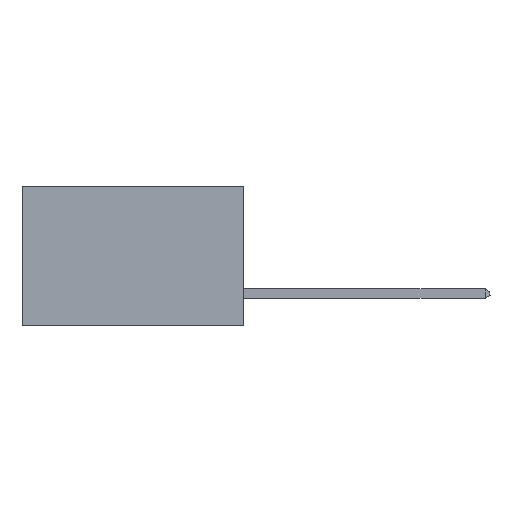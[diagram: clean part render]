
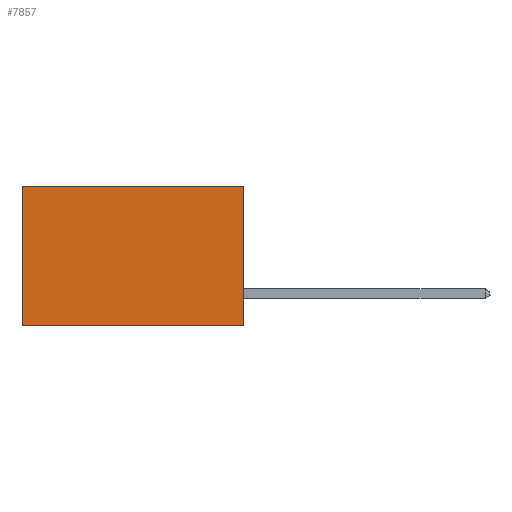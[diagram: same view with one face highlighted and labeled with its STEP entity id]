
A CAD part, left-side view. The second image highlights one B-rep face of the part: STEP entity #7857.
In plain terms, the highlighted planar face has unit normal (-1, 0, 0).
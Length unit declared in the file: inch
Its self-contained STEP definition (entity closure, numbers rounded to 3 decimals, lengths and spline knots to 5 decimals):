
#144 = ORIENTED_EDGE ( 'NONE', *, *, #4681, .T. ) ;
#729 = LINE ( 'NONE', #7784, #4514 ) ;
#778 = VERTEX_POINT ( 'NONE', #7801 ) ;
#1113 = FACE_OUTER_BOUND ( 'NONE', #4152, .T. ) ;
#1828 = VERTEX_POINT ( 'NONE', #7906 ) ;
#2022 = ORIENTED_EDGE ( 'NONE', *, *, #8813, .F. ) ;
#2028 = DIRECTION ( 'NONE',  ( 0., 0., -1. ) ) ;
#2124 = CARTESIAN_POINT ( 'NONE',  ( 0.277, 0.59, -0.37 ) ) ;
#2155 = VERTEX_POINT ( 'NONE', #4887 ) ;
#2418 = DIRECTION ( 'NONE',  ( 0., 0., -1. ) ) ;
#2427 = DIRECTION ( 'NONE',  ( 1., 0., 0. ) ) ;
#2443 = PLANE ( 'NONE',  #7608 ) ;
#2669 = CARTESIAN_POINT ( 'NONE',  ( 0.277, 0., -0.37 ) ) ;
#2799 = CARTESIAN_POINT ( 'NONE',  ( 0.277, 0., 0. ) ) ;
#2974 = VERTEX_POINT ( 'NONE', #2799 ) ;
#3507 = CARTESIAN_POINT ( 'NONE',  ( 0.277, 0., -0.37 ) ) ;
#4152 = EDGE_LOOP ( 'NONE', ( #144, #2022, #4721, #4731 ) ) ;
#4514 = VECTOR ( 'NONE', #7737, 39.37008 ) ;
#4681 = EDGE_CURVE ( 'NONE', #778, #2155, #5204, .T. ) ;
#4721 = ORIENTED_EDGE ( 'NONE', *, *, #7028, .F. ) ;
#4731 = ORIENTED_EDGE ( 'NONE', *, *, #6606, .T. ) ;
#4887 = CARTESIAN_POINT ( 'NONE',  ( 0.277, 0.59, -0.37 ) ) ;
#4952 = LINE ( 'NONE', #8878, #6342 ) ;
#5204 = LINE ( 'NONE', #2124, #6780 ) ;
#5384 = VECTOR ( 'NONE', #6895, 39.37008 ) ;
#6342 = VECTOR ( 'NONE', #9186, 39.37008 ) ;
#6606 = EDGE_CURVE ( 'NONE', #2974, #778, #4952, .T. ) ;
#6780 = VECTOR ( 'NONE', #2028, 39.37008 ) ;
#6895 = DIRECTION ( 'NONE',  ( 0., 1., 0. ) ) ;
#7028 = EDGE_CURVE ( 'NONE', #2974, #1828, #729, .T. ) ;
#7147 = LINE ( 'NONE', #2669, #5384 ) ;
#7608 = AXIS2_PLACEMENT_3D ( 'NONE', #3507, #2427, #2418 ) ;
#7737 = DIRECTION ( 'NONE',  ( 0., 0., -1. ) ) ;
#7784 = CARTESIAN_POINT ( 'NONE',  ( 0.277, 0., -0.37 ) ) ;
#7801 = CARTESIAN_POINT ( 'NONE',  ( 0.277, 0.59, 0. ) ) ;
#7857 = ADVANCED_FACE ( 'NONE', ( #1113 ), #2443, .F. ) ;
#7906 = CARTESIAN_POINT ( 'NONE',  ( 0.277, 0., -0.37 ) ) ;
#8813 = EDGE_CURVE ( 'NONE', #1828, #2155, #7147, .T. ) ;
#8878 = CARTESIAN_POINT ( 'NONE',  ( 0.277, 0., 0. ) ) ;
#9186 = DIRECTION ( 'NONE',  ( 0., 1., 0. ) ) ;
